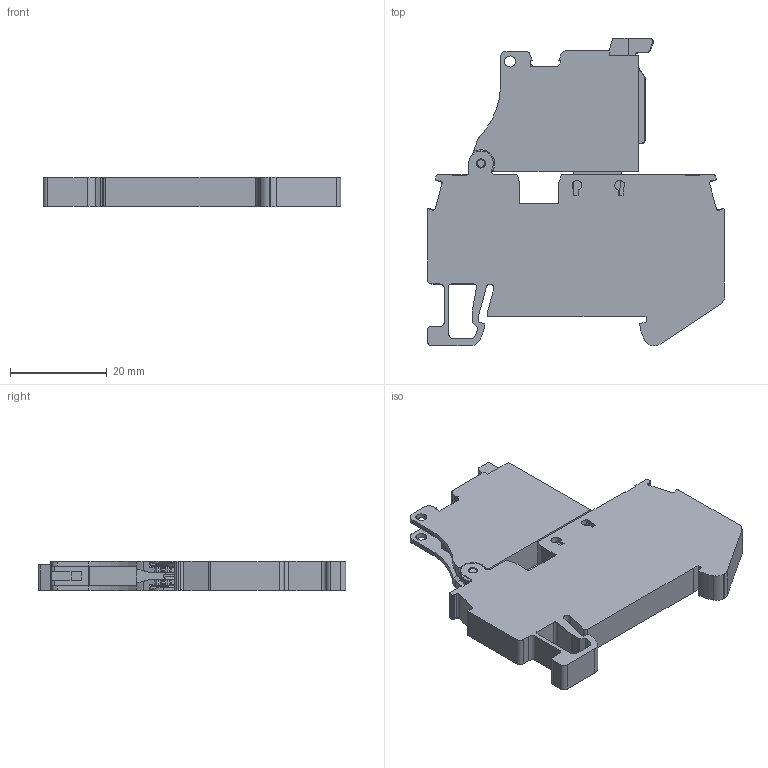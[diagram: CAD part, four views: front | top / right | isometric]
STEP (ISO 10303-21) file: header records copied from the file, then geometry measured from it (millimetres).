
FILE_DESCRIPTION( ( 'Unknown' ), '1' );
FILE_NAME( '零件8.stp', 'Unknown', ( 'Unknown' ), ( 'Unknown' ), 'XStep 1.0', 'Unknown', ' ' );
FILE_SCHEMA( ( 'automotive_design' ) );
Length unit declared in the file: millimetre
Products named in the file (1): 2
Bounding box: 61.6 x 63.59 x 6.15 mm (x, y, z)
Volume: 14614 mm3; surface area: 8094.6 mm2
Topology: 1 solids, 1 shells, 391 faces, 1122 edges, 737 vertices
Faces by surface type: plane 236, cylinder 145, torus 7, cone 2, bspline 1
Full cylindrical faces by diameter (mm): 1.8 x2, 1.9 x2, 2 x2, 2.3 x2
Entity records: 15975 total; most frequent: CARTESIAN_POINT 2445, ORIENTED_EDGE 2214, DIRECTION 2145, EDGE_CURVE 1107, LINE 757, VECTOR 757, VERTEX_POINT 733, AXIS2_PLACEMENT_3D 694
